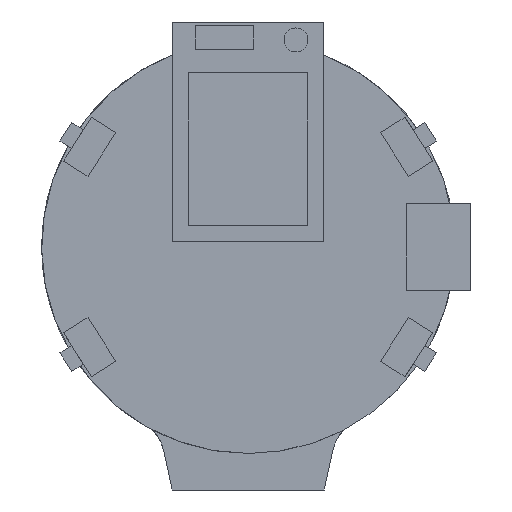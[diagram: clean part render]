
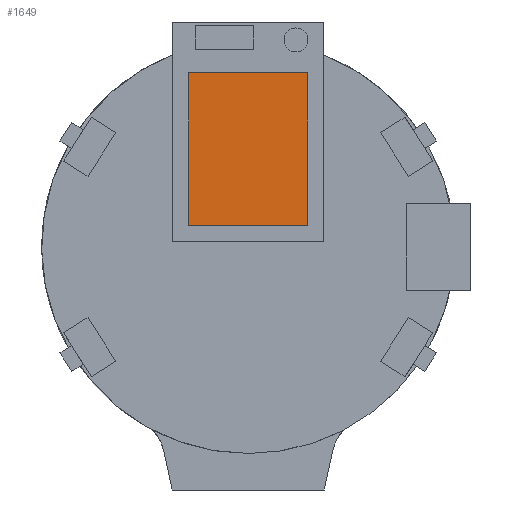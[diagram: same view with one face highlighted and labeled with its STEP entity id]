
A CAD part, front view. The second image highlights one B-rep face of the part: STEP entity #1649.
In plain terms, the highlighted planar face has unit normal (0, -1, 0).
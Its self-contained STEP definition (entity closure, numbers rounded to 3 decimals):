
#50 = CARTESIAN_POINT ( 'NONE',  ( -5.165, -5.12, 1.845 ) ) ;
#62 = LINE ( 'NONE', #1191, #1266 ) ;
#167 = LINE ( 'NONE', #2138, #485 ) ;
#291 = DIRECTION ( 'NONE',  ( 1., 0., 0. ) ) ;
#360 = CARTESIAN_POINT ( 'NONE',  ( 5.165, -5.12, 1.845 ) ) ;
#457 = DIRECTION ( 'NONE',  ( -1., 0., 0. ) ) ;
#485 = VECTOR ( 'NONE', #457, 1000. ) ;
#649 = EDGE_LOOP ( 'NONE', ( #3445, #1086, #1940, #3358 ) ) ;
#901 = DIRECTION ( 'NONE',  ( 0., 0., 1. ) ) ;
#1072 = EDGE_CURVE ( 'NONE', #2815, #3351, #1466, .T. ) ;
#1086 = ORIENTED_EDGE ( 'NONE', *, *, #3340, .T. ) ;
#1178 = DIRECTION ( 'NONE',  ( 0., 0., -1. ) ) ;
#1187 = CARTESIAN_POINT ( 'NONE',  ( 5.165, -5.12, 1.845 ) ) ;
#1191 = CARTESIAN_POINT ( 'NONE',  ( 5.165, -5.12, 1.845 ) ) ;
#1266 = VECTOR ( 'NONE', #291, 1000. ) ;
#1376 = DIRECTION ( 'NONE',  ( 0., -1., 0. ) ) ;
#1466 = LINE ( 'NONE', #50, #2221 ) ;
#1473 = CARTESIAN_POINT ( 'NONE',  ( 5.165, -5.12, 15.105 ) ) ;
#1571 = VECTOR ( 'NONE', #901, 1000. ) ;
#1649 = ADVANCED_FACE ( 'NONE', ( #3060 ), #2478, .T. ) ;
#1691 = CARTESIAN_POINT ( 'NONE',  ( 0., -5.12, 0. ) ) ;
#1726 = CARTESIAN_POINT ( 'NONE',  ( -5.165, -5.12, 1.845 ) ) ;
#1769 = VERTEX_POINT ( 'NONE', #1473 ) ;
#1779 = LINE ( 'NONE', #360, #1571 ) ;
#1838 = EDGE_CURVE ( 'NONE', #1769, #2815, #167, .T. ) ;
#1940 = ORIENTED_EDGE ( 'NONE', *, *, #3127, .T. ) ;
#2138 = CARTESIAN_POINT ( 'NONE',  ( 5.165, -5.12, 15.105 ) ) ;
#2146 = AXIS2_PLACEMENT_3D ( 'NONE', #1691, #1376, #2853 ) ;
#2221 = VECTOR ( 'NONE', #1178, 1000. ) ;
#2478 = PLANE ( 'NONE',  #2146 ) ;
#2815 = VERTEX_POINT ( 'NONE', #3300 ) ;
#2853 = DIRECTION ( 'NONE',  ( 0., 0., -1. ) ) ;
#2929 = VERTEX_POINT ( 'NONE', #1187 ) ;
#3060 = FACE_OUTER_BOUND ( 'NONE', #649, .T. ) ;
#3127 = EDGE_CURVE ( 'NONE', #2929, #1769, #1779, .T. ) ;
#3300 = CARTESIAN_POINT ( 'NONE',  ( -5.165, -5.12, 15.105 ) ) ;
#3340 = EDGE_CURVE ( 'NONE', #3351, #2929, #62, .T. ) ;
#3351 = VERTEX_POINT ( 'NONE', #1726 ) ;
#3358 = ORIENTED_EDGE ( 'NONE', *, *, #1838, .T. ) ;
#3445 = ORIENTED_EDGE ( 'NONE', *, *, #1072, .T. ) ;
